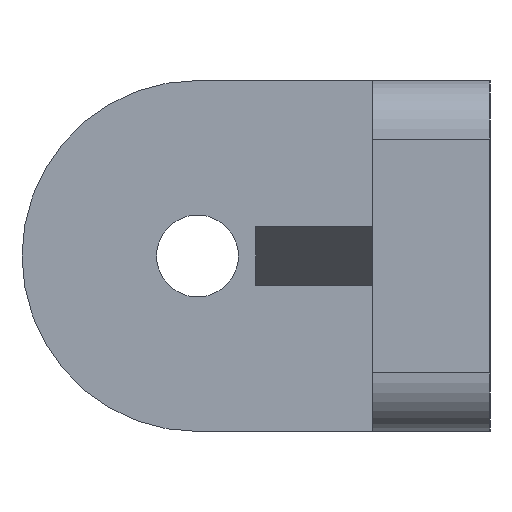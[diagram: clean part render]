
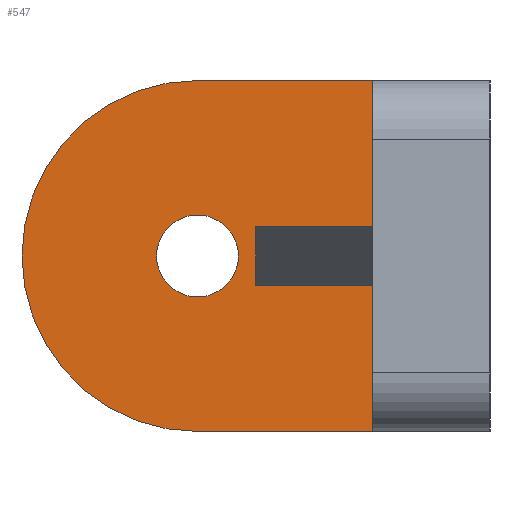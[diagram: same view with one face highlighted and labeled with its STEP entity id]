
A CAD part, left-side view. The second image highlights one B-rep face of the part: STEP entity #547.
In plain terms, the highlighted planar face has unit normal (-1, 0, 0).
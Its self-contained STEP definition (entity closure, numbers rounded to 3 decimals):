
#5 = ORIENTED_EDGE ( 'NONE', *, *, #1953, .F. ) ;
#32 = DIRECTION ( 'NONE',  ( 0., 0., 1. ) ) ;
#39 = ORIENTED_EDGE ( 'NONE', *, *, #1938, .T. ) ;
#165 = DIRECTION ( 'NONE',  ( 0., 0., 1. ) ) ;
#172 = CARTESIAN_POINT ( 'NONE',  ( -32.5, 50., -5. ) ) ;
#181 = FACE_OUTER_BOUND ( 'NONE', #901, .T. ) ;
#191 = CARTESIAN_POINT ( 'NONE',  ( -32.5, 50., 5. ) ) ;
#291 = CARTESIAN_POINT ( 'NONE',  ( -32.5, 40., 5. ) ) ;
#294 = CARTESIAN_POINT ( 'NONE',  ( -32.5, 50., 30. ) ) ;
#296 = VECTOR ( 'NONE', #1486, 1000. ) ;
#318 = DIRECTION ( 'NONE',  ( -1., 0., 0. ) ) ;
#338 = PLANE ( 'NONE',  #1700 ) ;
#342 = LINE ( 'NONE', #172, #1868 ) ;
#369 = ORIENTED_EDGE ( 'NONE', *, *, #549, .F. ) ;
#375 = VECTOR ( 'NONE', #1128, 1000. ) ;
#393 = VECTOR ( 'NONE', #32, 1000. ) ;
#410 = VERTEX_POINT ( 'NONE', #294 ) ;
#430 = EDGE_CURVE ( 'NONE', #867, #969, #1538, .T. ) ;
#450 = CARTESIAN_POINT ( 'NONE',  ( -32.5, 50., 0. ) ) ;
#451 = VERTEX_POINT ( 'NONE', #1572 ) ;
#547 = ADVANCED_FACE ( 'NONE', ( #181, #1799 ), #338, .T. ) ;
#549 = EDGE_CURVE ( 'NONE', #1626, #887, #1061, .T. ) ;
#558 = ORIENTED_EDGE ( 'NONE', *, *, #430, .F. ) ;
#594 = LINE ( 'NONE', #191, #375 ) ;
#620 = LINE ( 'NONE', #1348, #296 ) ;
#635 = EDGE_CURVE ( 'NONE', #451, #867, #594, .T. ) ;
#644 = CARTESIAN_POINT ( 'NONE',  ( -32.5, 40., 0. ) ) ;
#672 = CARTESIAN_POINT ( 'NONE',  ( -32.5, 17., -30. ) ) ;
#711 = VECTOR ( 'NONE', #165, 1000. ) ;
#744 = CARTESIAN_POINT ( 'NONE',  ( -32.5, 50., 0. ) ) ;
#763 = LINE ( 'NONE', #2200, #393 ) ;
#777 = ORIENTED_EDGE ( 'NONE', *, *, #635, .F. ) ;
#797 = VECTOR ( 'NONE', #1432, 1000. ) ;
#867 = VERTEX_POINT ( 'NONE', #291 ) ;
#886 = LINE ( 'NONE', #1914, #711 ) ;
#887 = VERTEX_POINT ( 'NONE', #2219 ) ;
#891 = ORIENTED_EDGE ( 'NONE', *, *, #1836, .T. ) ;
#892 = CARTESIAN_POINT ( 'NONE',  ( -32.5, 50., -30. ) ) ;
#901 = EDGE_LOOP ( 'NONE', ( #369, #1652, #1317, #558, #777, #1856, #5, #2197 ) ) ;
#925 = DIRECTION ( 'NONE',  ( 1., 0., 0. ) ) ;
#927 = EDGE_CURVE ( 'NONE', #887, #410, #1028, .T. ) ;
#969 = VERTEX_POINT ( 'NONE', #1542 ) ;
#1005 = AXIS2_PLACEMENT_3D ( 'NONE', #744, #925, #1822 ) ;
#1014 = DIRECTION ( 'NONE',  ( 0., 0., -1. ) ) ;
#1028 = CIRCLE ( 'NONE', #1413, 30. ) ;
#1036 = CARTESIAN_POINT ( 'NONE',  ( -32.5, 50., 0. ) ) ;
#1061 = LINE ( 'NONE', #892, #797 ) ;
#1084 = DIRECTION ( 'NONE',  ( 0., 0., 1. ) ) ;
#1100 = AXIS2_PLACEMENT_3D ( 'NONE', #450, #2199, #2236 ) ;
#1128 = DIRECTION ( 'NONE',  ( 0., 1., 0. ) ) ;
#1147 = EDGE_CURVE ( 'NONE', #451, #1153, #886, .T. ) ;
#1153 = VERTEX_POINT ( 'NONE', #2325 ) ;
#1167 = CARTESIAN_POINT ( 'NONE',  ( -32.5, 50., -7. ) ) ;
#1317 = ORIENTED_EDGE ( 'NONE', *, *, #1764, .T. ) ;
#1348 = CARTESIAN_POINT ( 'NONE',  ( -32.5, 15., 30. ) ) ;
#1413 = AXIS2_PLACEMENT_3D ( 'NONE', #1036, #2285, #1930 ) ;
#1432 = DIRECTION ( 'NONE',  ( 0., 1., 0. ) ) ;
#1486 = DIRECTION ( 'NONE',  ( 0., -1., 0. ) ) ;
#1538 = LINE ( 'NONE', #644, #1936 ) ;
#1542 = CARTESIAN_POINT ( 'NONE',  ( -32.5, 40., -5. ) ) ;
#1572 = CARTESIAN_POINT ( 'NONE',  ( -32.5, 17., 5. ) ) ;
#1617 = DIRECTION ( 'NONE',  ( 0., 1., 0. ) ) ;
#1626 = VERTEX_POINT ( 'NONE', #672 ) ;
#1652 = ORIENTED_EDGE ( 'NONE', *, *, #1770, .T. ) ;
#1700 = AXIS2_PLACEMENT_3D ( 'NONE', #2131, #318, #1084 ) ;
#1764 = EDGE_CURVE ( 'NONE', #2218, #969, #342, .T. ) ;
#1770 = EDGE_CURVE ( 'NONE', #1626, #2218, #763, .T. ) ;
#1799 = FACE_BOUND ( 'NONE', #2160, .T. ) ;
#1822 = DIRECTION ( 'NONE',  ( 0., 0., -1. ) ) ;
#1836 = EDGE_CURVE ( 'NONE', #1996, #2320, #2095, .T. ) ;
#1856 = ORIENTED_EDGE ( 'NONE', *, *, #1147, .T. ) ;
#1868 = VECTOR ( 'NONE', #1617, 1000. ) ;
#1914 = CARTESIAN_POINT ( 'NONE',  ( -32.5, 17., 0. ) ) ;
#1930 = DIRECTION ( 'NONE',  ( 0., 0., 1. ) ) ;
#1936 = VECTOR ( 'NONE', #1014, 1000. ) ;
#1938 = EDGE_CURVE ( 'NONE', #2320, #1996, #2114, .T. ) ;
#1953 = EDGE_CURVE ( 'NONE', #410, #1153, #620, .T. ) ;
#1985 = CARTESIAN_POINT ( 'NONE',  ( -32.5, 17., -5. ) ) ;
#1996 = VERTEX_POINT ( 'NONE', #1167 ) ;
#2095 = CIRCLE ( 'NONE', #1005, 7. ) ;
#2114 = CIRCLE ( 'NONE', #1100, 7. ) ;
#2131 = CARTESIAN_POINT ( 'NONE',  ( -32.5, 50., 0. ) ) ;
#2147 = CARTESIAN_POINT ( 'NONE',  ( -32.5, 50., 7. ) ) ;
#2160 = EDGE_LOOP ( 'NONE', ( #39, #891 ) ) ;
#2197 = ORIENTED_EDGE ( 'NONE', *, *, #927, .F. ) ;
#2199 = DIRECTION ( 'NONE',  ( 1., 0., 0. ) ) ;
#2200 = CARTESIAN_POINT ( 'NONE',  ( -32.5, 17., 0. ) ) ;
#2218 = VERTEX_POINT ( 'NONE', #1985 ) ;
#2219 = CARTESIAN_POINT ( 'NONE',  ( -32.5, 50., -30. ) ) ;
#2236 = DIRECTION ( 'NONE',  ( 0., 0., -1. ) ) ;
#2285 = DIRECTION ( 'NONE',  ( 1., 0., 0. ) ) ;
#2320 = VERTEX_POINT ( 'NONE', #2147 ) ;
#2325 = CARTESIAN_POINT ( 'NONE',  ( -32.5, 17., 30. ) ) ;
